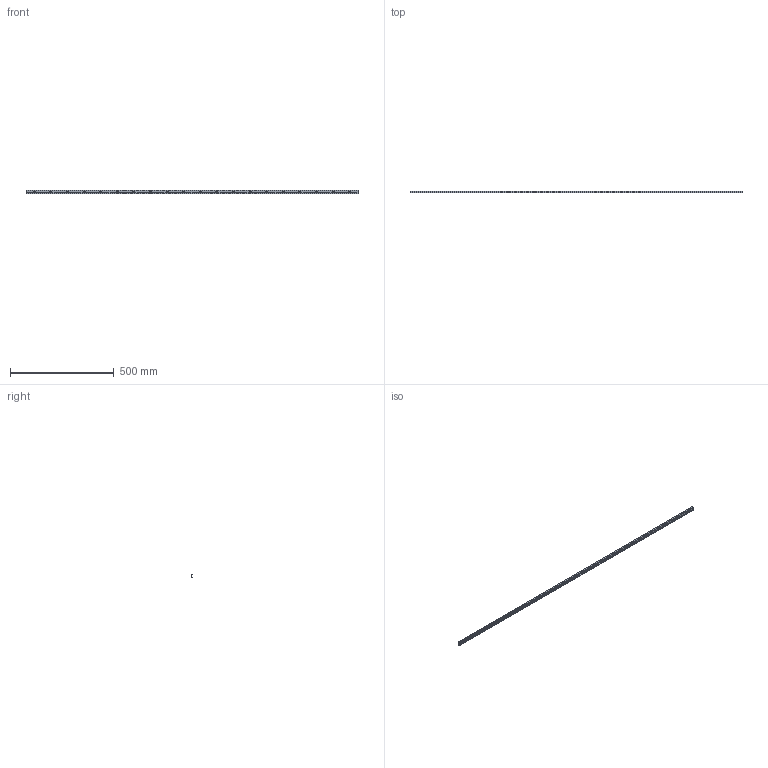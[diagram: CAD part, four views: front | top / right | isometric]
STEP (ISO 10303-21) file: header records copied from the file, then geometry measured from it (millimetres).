
FILE_DESCRIPTION((''),'2;1');
FILE_NAME('LCX 18-1600.C.stp','2016-04-28T08:09:10',('MRathmann'),(''),'Autodesk Inventor 2012','Autodesk Inventor 2012','');
FILE_SCHEMA(('CONFIG_CONTROL_DESIGN'));
Length unit declared in the file: millimetre
Products named in the file (1): LCX 18-1600.C
Bounding box: 1600 x 8.25 x 18 mm (x, y, z)
Volume: 116306.1 mm3; surface area: 101156.6 mm2
Topology: 1 solids, 1 shells, 84 faces, 246 edges, 164 vertices
Faces by surface type: cylinder 51, plane 33
Full cylindrical faces by diameter (mm): 5 x20, 9.5 x20
Entity records: 2378 total; most frequent: DIRECTION 438, CARTESIAN_POINT 375, ORIENTED_EDGE 332, AXIS2_PLACEMENT_3D 187, EDGE_CURVE 166, EDGE_LOOP 164, VERTEX_POINT 124, CIRCLE 102
